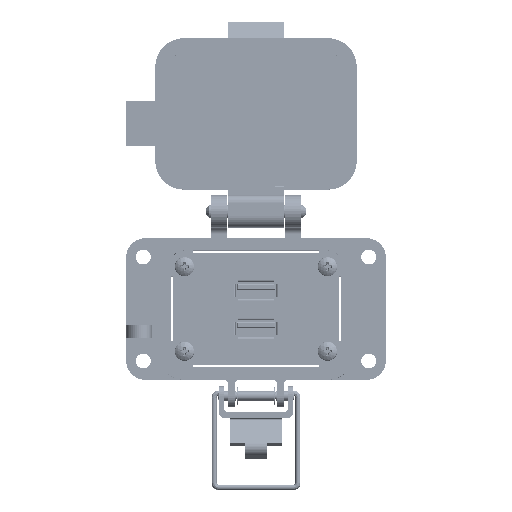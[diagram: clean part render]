
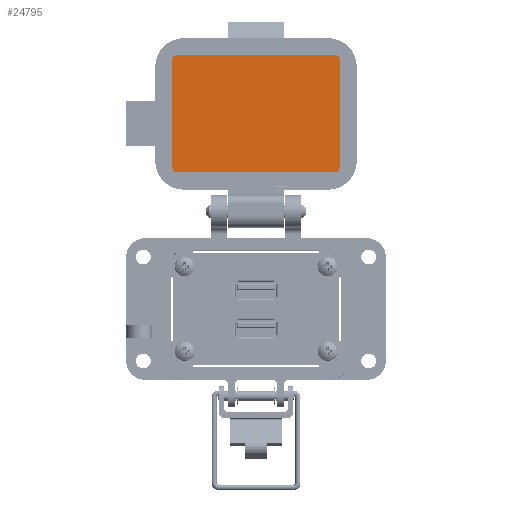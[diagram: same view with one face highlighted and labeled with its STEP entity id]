
A CAD part, top view. The second image highlights one B-rep face of the part: STEP entity #24795.
In plain terms, the highlighted planar face has unit normal (0, 0, 1).
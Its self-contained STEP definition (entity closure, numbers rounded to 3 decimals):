
#661 = DIRECTION ( 'NONE',  ( 0., 0., -1. ) ) ;
#776 = VECTOR ( 'NONE', #56669, 1000. ) ;
#786 = VERTEX_POINT ( 'NONE', #12426 ) ;
#1979 = EDGE_CURVE ( 'NONE', #17702, #65416, #19592, .T. ) ;
#2119 = LINE ( 'NONE', #65063, #57419 ) ;
#4342 = VERTEX_POINT ( 'NONE', #19554 ) ;
#6138 = DIRECTION ( 'NONE',  ( 0., 0., -1. ) ) ;
#10559 = EDGE_CURVE ( 'NONE', #786, #17702, #2119, .T. ) ;
#10635 = VERTEX_POINT ( 'NONE', #47045 ) ;
#12426 = CARTESIAN_POINT ( 'NONE',  ( -25.885, 50.257, -23.97 ) ) ;
#12740 = AXIS2_PLACEMENT_3D ( 'NONE', #35882, #86445, #43172 ) ;
#13576 = DIRECTION ( 'NONE',  ( 0., 1., 0. ) ) ;
#13597 = LINE ( 'NONE', #84855, #88178 ) ;
#14094 = DIRECTION ( 'NONE',  ( -1., 0., 0. ) ) ;
#16233 = DIRECTION ( 'NONE',  ( 0., 0., -1. ) ) ;
#17702 = VERTEX_POINT ( 'NONE', #66927 ) ;
#19554 = CARTESIAN_POINT ( 'NONE',  ( 25.885, 50.257, -23.97 ) ) ;
#19592 = CIRCLE ( 'NONE', #69151, 1.057 ) ;
#23398 = ORIENTED_EDGE ( 'NONE', *, *, #84982, .F. ) ;
#23839 = EDGE_CURVE ( 'NONE', #62133, #29962, #79132, .T. ) ;
#24795 = ADVANCED_FACE ( 'NONE', ( #60625 ), #47872, .F. ) ;
#27034 = AXIS2_PLACEMENT_3D ( 'NONE', #43914, #661, #51135 ) ;
#27229 = AXIS2_PLACEMENT_3D ( 'NONE', #84234, #40960, #91511 ) ;
#29309 = CIRCLE ( 'NONE', #12740, 1.057 ) ;
#29962 = VERTEX_POINT ( 'NONE', #89738 ) ;
#35477 = ORIENTED_EDGE ( 'NONE', *, *, #49209, .F. ) ;
#35882 = CARTESIAN_POINT ( 'NONE',  ( -24.827, 50.257, -23.97 ) ) ;
#36754 = DIRECTION ( 'NONE',  ( 0., -1., 0. ) ) ;
#40960 = DIRECTION ( 'NONE',  ( 0., 0., -1. ) ) ;
#43172 = DIRECTION ( 'NONE',  ( -1., 0., 0. ) ) ;
#43642 = ORIENTED_EDGE ( 'NONE', *, *, #49368, .F. ) ;
#43914 = CARTESIAN_POINT ( 'NONE',  ( 24.827, 50.257, -23.97 ) ) ;
#46873 = ORIENTED_EDGE ( 'NONE', *, *, #23839, .F. ) ;
#47045 = CARTESIAN_POINT ( 'NONE',  ( 24.828, 49.199, -23.97 ) ) ;
#47872 = PLANE ( 'NONE',  #27229 ) ;
#49209 = EDGE_CURVE ( 'NONE', #10635, #57453, #13597, .T. ) ;
#49332 = CARTESIAN_POINT ( 'NONE',  ( 24.827, 84.4, -23.97 ) ) ;
#49368 = EDGE_CURVE ( 'NONE', #29962, #4342, #60976, .T. ) ;
#50709 = CARTESIAN_POINT ( 'NONE',  ( -24.827, 49.199, -23.97 ) ) ;
#51135 = DIRECTION ( 'NONE',  ( -1., 0., 0. ) ) ;
#51909 = CIRCLE ( 'NONE', #27034, 1.057 ) ;
#56612 = DIRECTION ( 'NONE',  ( -1., 0., 0. ) ) ;
#56669 = DIRECTION ( 'NONE',  ( 1., 0., 0. ) ) ;
#57419 = VECTOR ( 'NONE', #13576, 1000. ) ;
#57453 = VERTEX_POINT ( 'NONE', #50709 ) ;
#60625 = FACE_OUTER_BOUND ( 'NONE', #64368, .T. ) ;
#60976 = LINE ( 'NONE', #79828, #77999 ) ;
#62133 = VERTEX_POINT ( 'NONE', #87957 ) ;
#64368 = EDGE_LOOP ( 'NONE', ( #83471, #64575, #23398, #35477, #67744, #43642, #46873, #76015 ) ) ;
#64575 = ORIENTED_EDGE ( 'NONE', *, *, #10559, .F. ) ;
#65063 = CARTESIAN_POINT ( 'NONE',  ( -25.885, 67.329, -23.97 ) ) ;
#65271 = EDGE_CURVE ( 'NONE', #65416, #62133, #77662, .T. ) ;
#65416 = VERTEX_POINT ( 'NONE', #87022 ) ;
#66927 = CARTESIAN_POINT ( 'NONE',  ( -25.885, 84.4, -23.97 ) ) ;
#67744 = ORIENTED_EDGE ( 'NONE', *, *, #91020, .F. ) ;
#69151 = AXIS2_PLACEMENT_3D ( 'NONE', #76089, #16233, #14094 ) ;
#76015 = ORIENTED_EDGE ( 'NONE', *, *, #65271, .F. ) ;
#76089 = CARTESIAN_POINT ( 'NONE',  ( -24.827, 84.4, -23.97 ) ) ;
#77662 = LINE ( 'NONE', #78242, #776 ) ;
#77999 = VECTOR ( 'NONE', #36754, 1000. ) ;
#78242 = CARTESIAN_POINT ( 'NONE',  ( 0., 85.458, -23.97 ) ) ;
#79132 = CIRCLE ( 'NONE', #88285, 1.057 ) ;
#79828 = CARTESIAN_POINT ( 'NONE',  ( 25.885, 67.329, -23.97 ) ) ;
#83471 = ORIENTED_EDGE ( 'NONE', *, *, #1979, .F. ) ;
#84234 = CARTESIAN_POINT ( 'NONE',  ( 0., 67.329, -23.97 ) ) ;
#84542 = DIRECTION ( 'NONE',  ( -1., 0., 0. ) ) ;
#84855 = CARTESIAN_POINT ( 'NONE',  ( 0., 49.199, -23.97 ) ) ;
#84982 = EDGE_CURVE ( 'NONE', #57453, #786, #29309, .T. ) ;
#86445 = DIRECTION ( 'NONE',  ( 0., 0., -1. ) ) ;
#87022 = CARTESIAN_POINT ( 'NONE',  ( -24.827, 85.458, -23.97 ) ) ;
#87957 = CARTESIAN_POINT ( 'NONE',  ( 24.827, 85.458, -23.97 ) ) ;
#88178 = VECTOR ( 'NONE', #84542, 1000. ) ;
#88285 = AXIS2_PLACEMENT_3D ( 'NONE', #49332, #6138, #56612 ) ;
#89738 = CARTESIAN_POINT ( 'NONE',  ( 25.885, 84.4, -23.97 ) ) ;
#91020 = EDGE_CURVE ( 'NONE', #4342, #10635, #51909, .T. ) ;
#91511 = DIRECTION ( 'NONE',  ( 0., 1., 0. ) ) ;
